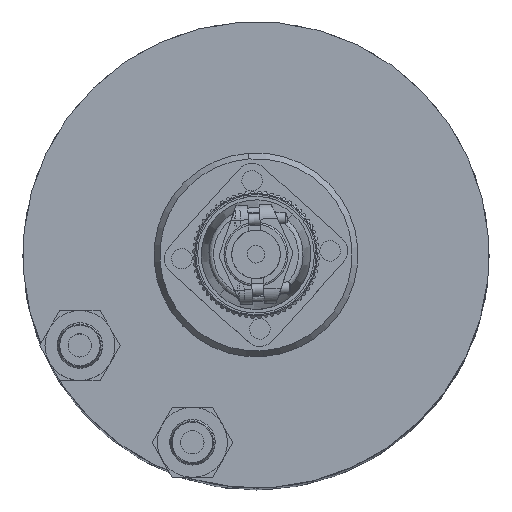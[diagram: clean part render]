
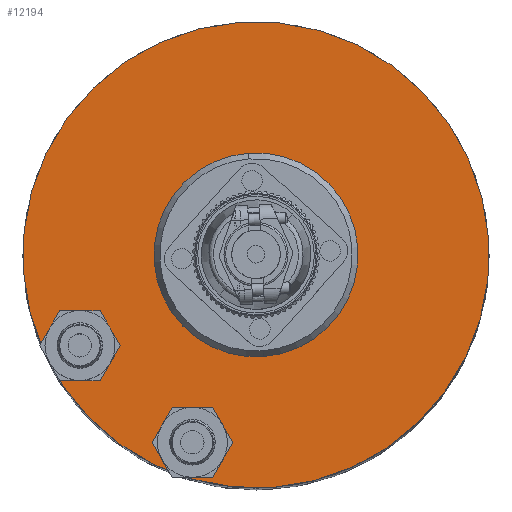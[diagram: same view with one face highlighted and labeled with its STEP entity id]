
A CAD part, top view. The second image highlights one B-rep face of the part: STEP entity #12194.
In plain terms, the highlighted face is planar.
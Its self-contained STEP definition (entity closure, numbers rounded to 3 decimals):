
#60 = CARTESIAN_POINT ( 'NONE',  ( 1.5, -17.5, 0. ) ) ;
#526 = VERTEX_POINT ( 'NONE', #6426 ) ;
#627 = CARTESIAN_POINT ( 'NONE',  ( 1.5, 0., 0. ) ) ;
#822 = DIRECTION ( 'NONE',  ( 0., 0., -1. ) ) ;
#852 = VERTEX_POINT ( 'NONE', #16056 ) ;
#1429 = CARTESIAN_POINT ( 'NONE',  ( 1.5, -31.297, -9.26 ) ) ;
#2200 = AXIS2_PLACEMENT_3D ( 'NONE', #627, #34663, #3465 ) ;
#2214 = DIRECTION ( 'NONE',  ( -1., 0., 0. ) ) ;
#3465 = DIRECTION ( 'NONE',  ( 0., 1., 0. ) ) ;
#3766 = FACE_BOUND ( 'NONE', #35680, .T. ) ;
#4117 = AXIS2_PLACEMENT_3D ( 'NONE', #23657, #12351, #32247 ) ;
#4633 = CIRCLE ( 'NONE', #24346, 4.025 ) ;
#4845 = CIRCLE ( 'NONE', #2200, 17.5 ) ;
#5259 = DIRECTION ( 'NONE',  ( -1., 0., 0. ) ) ;
#6116 = DIRECTION ( 'NONE',  ( 1., 0., 0. ) ) ;
#6149 = AXIS2_PLACEMENT_3D ( 'NONE', #23088, #6116, #822 ) ;
#6270 = ORIENTED_EDGE ( 'NONE', *, *, #27991, .F. ) ;
#6426 = CARTESIAN_POINT ( 'NONE',  ( 1.5, 0., 40. ) ) ;
#6854 = FACE_OUTER_BOUND ( 'NONE', #12168, .T. ) ;
#6864 = ORIENTED_EDGE ( 'NONE', *, *, #30047, .T. ) ;
#7546 = DIRECTION ( 'NONE',  ( -1., 0., 0. ) ) ;
#7642 = DIRECTION ( 'NONE',  ( 0., 0., 1. ) ) ;
#8094 = ORIENTED_EDGE ( 'NONE', *, *, #19978, .T. ) ;
#8193 = DIRECTION ( 'NONE',  ( 1., 0., 0. ) ) ;
#8382 = VERTEX_POINT ( 'NONE', #1429 ) ;
#9994 = DIRECTION ( 'NONE',  ( -1., 0., 0. ) ) ;
#10259 = VERTEX_POINT ( 'NONE', #20337 ) ;
#10340 = CARTESIAN_POINT ( 'NONE',  ( 1.5, 17.5, 0. ) ) ;
#10435 = CIRCLE ( 'NONE', #20699, 40. ) ;
#10460 = EDGE_CURVE ( 'NONE', #10259, #8382, #34888, .T. ) ;
#11845 = ORIENTED_EDGE ( 'NONE', *, *, #10460, .F. ) ;
#12168 = EDGE_LOOP ( 'NONE', ( #6270, #18852 ) ) ;
#12194 = ADVANCED_FACE ( 'NONE', ( #20147, #3766, #14373, #6854 ), #35292, .T. ) ;
#12256 = ORIENTED_EDGE ( 'NONE', *, *, #13377, .F. ) ;
#12351 = DIRECTION ( 'NONE',  ( 1., 0., 0. ) ) ;
#13043 = CARTESIAN_POINT ( 'NONE',  ( 1.5, -13.285, -27.272 ) ) ;
#13114 = AXIS2_PLACEMENT_3D ( 'NONE', #36597, #5259, #25098 ) ;
#13336 = EDGE_CURVE ( 'NONE', #31041, #21283, #4633, .T. ) ;
#13377 = EDGE_CURVE ( 'NONE', #8382, #10259, #21427, .T. ) ;
#13670 = CIRCLE ( 'NONE', #6149, 40. ) ;
#14373 = FACE_BOUND ( 'NONE', #23601, .T. ) ;
#14822 = CARTESIAN_POINT ( 'NONE',  ( 1.5, -13.285, -35.322 ) ) ;
#15966 = CARTESIAN_POINT ( 'NONE',  ( 1.5, -13.285, -31.297 ) ) ;
#16056 = CARTESIAN_POINT ( 'NONE',  ( 1.5, 17.5, 0. ) ) ;
#16506 = CARTESIAN_POINT ( 'NONE',  ( 1.5, 0., 0. ) ) ;
#17154 = CARTESIAN_POINT ( 'NONE',  ( 1.5, 0., -40. ) ) ;
#18459 = DIRECTION ( 'NONE',  ( 0., 0., 1. ) ) ;
#18852 = ORIENTED_EDGE ( 'NONE', *, *, #30073, .F. ) ;
#19978 = EDGE_CURVE ( 'NONE', #852, #25556, #4845, .T. ) ;
#20147 = FACE_BOUND ( 'NONE', #34868, .T. ) ;
#20337 = CARTESIAN_POINT ( 'NONE',  ( 1.5, -31.297, -17.31 ) ) ;
#20699 = AXIS2_PLACEMENT_3D ( 'NONE', #16506, #8193, #36228 ) ;
#21283 = VERTEX_POINT ( 'NONE', #13043 ) ;
#21425 = DIRECTION ( 'NONE',  ( 0., 0., 1. ) ) ;
#21427 = CIRCLE ( 'NONE', #30276, 4.025 ) ;
#21883 = DIRECTION ( 'NONE',  ( 0., 0., 1. ) ) ;
#23081 = EDGE_CURVE ( 'NONE', #21283, #31041, #28242, .T. ) ;
#23088 = CARTESIAN_POINT ( 'NONE',  ( 1.5, 0., 0. ) ) ;
#23317 = AXIS2_PLACEMENT_3D ( 'NONE', #35312, #9994, #18459 ) ;
#23601 = EDGE_LOOP ( 'NONE', ( #8094, #6864 ) ) ;
#23657 = CARTESIAN_POINT ( 'NONE',  ( 1.5, 0., 0. ) ) ;
#24346 = AXIS2_PLACEMENT_3D ( 'NONE', #15966, #27054, #7642 ) ;
#24548 = CARTESIAN_POINT ( 'NONE',  ( 1.5, -31.297, -13.285 ) ) ;
#24554 = VERTEX_POINT ( 'NONE', #17154 ) ;
#25098 = DIRECTION ( 'NONE',  ( 0., 0., 1. ) ) ;
#25556 = VERTEX_POINT ( 'NONE', #60 ) ;
#25608 = ORIENTED_EDGE ( 'NONE', *, *, #13336, .F. ) ;
#27054 = DIRECTION ( 'NONE',  ( -1., 0., 0. ) ) ;
#27991 = EDGE_CURVE ( 'NONE', #24554, #526, #13670, .T. ) ;
#28242 = CIRCLE ( 'NONE', #13114, 4.025 ) ;
#30047 = EDGE_CURVE ( 'NONE', #25556, #852, #30065, .T. ) ;
#30065 = CIRCLE ( 'NONE', #4117, 17.5 ) ;
#30073 = EDGE_CURVE ( 'NONE', #526, #24554, #10435, .T. ) ;
#30276 = AXIS2_PLACEMENT_3D ( 'NONE', #24548, #7546, #21425 ) ;
#31041 = VERTEX_POINT ( 'NONE', #14822 ) ;
#31694 = AXIS2_PLACEMENT_3D ( 'NONE', #10340, #2214, #21883 ) ;
#32247 = DIRECTION ( 'NONE',  ( 0., 1., 0. ) ) ;
#34292 = ORIENTED_EDGE ( 'NONE', *, *, #23081, .F. ) ;
#34663 = DIRECTION ( 'NONE',  ( 1., 0., 0. ) ) ;
#34868 = EDGE_LOOP ( 'NONE', ( #34292, #25608 ) ) ;
#34888 = CIRCLE ( 'NONE', #23317, 4.025 ) ;
#35292 = PLANE ( 'NONE',  #31694 ) ;
#35312 = CARTESIAN_POINT ( 'NONE',  ( 1.5, -31.297, -13.285 ) ) ;
#35680 = EDGE_LOOP ( 'NONE', ( #12256, #11845 ) ) ;
#36228 = DIRECTION ( 'NONE',  ( 0., 0., -1. ) ) ;
#36597 = CARTESIAN_POINT ( 'NONE',  ( 1.5, -13.285, -31.297 ) ) ;
